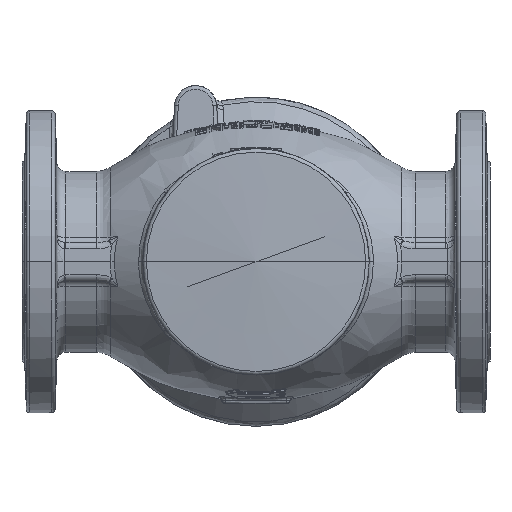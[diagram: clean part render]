
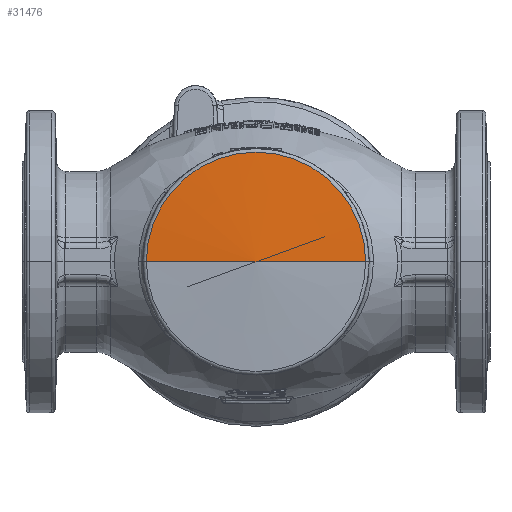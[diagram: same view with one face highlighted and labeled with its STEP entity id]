
A CAD part, front view. The second image highlights one B-rep face of the part: STEP entity #31476.
In plain terms, the highlighted conical face has half-angle 87 degrees and reference radius 37.042 mm.
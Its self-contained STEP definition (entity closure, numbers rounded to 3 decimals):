
#9018=DIRECTION('',(-0.999,-0.052,0.));
#9019=VECTOR('',#9018,72.731);
#9020=CARTESIAN_POINT('',(72.631,-98.706,0.));
#9021=LINE('',#9020,#9019);
#9022=DIRECTION('',(0.999,-0.052,0.));
#9023=VECTOR('',#9022,72.731);
#9024=CARTESIAN_POINT('',(-72.631,-98.706,0.));
#9025=LINE('',#9024,#9023);
#9026=CARTESIAN_POINT('',(0.,-98.706,0.));
#9027=DIRECTION('',(0.,-1.,0.));
#9028=DIRECTION('',(1.,0.,0.));
#9029=AXIS2_PLACEMENT_3D('',#9026,#9027,#9028);
#19767=CARTESIAN_POINT('',(72.631,-98.706,0.));
#19769=VERTEX_POINT('',#19767);
#19771=CARTESIAN_POINT('',(-72.631,-98.706,
0.));
#19773=VERTEX_POINT('',#19771);
#19782=CARTESIAN_POINT('',(0.,-102.512,0.));
#19783=VERTEX_POINT('',#19782);
#31466=CARTESIAN_POINT('',(0.,-100.571,0.));
#31467=DIRECTION('',(0.,1.,0.));
#31468=DIRECTION('',(-1.,0.,0.));
#31469=AXIS2_PLACEMENT_3D('',#31466,#31467,#31468);
#31470=CONICAL_SURFACE('',#31469,37.042,87.);
#31471=ORIENTED_EDGE('',*,*,#31458,.T.);
#31472=ORIENTED_EDGE('',*,*,#31461,.F.);
#31473=ORIENTED_EDGE('',*,*,#31432,.F.);
#31474=EDGE_LOOP('',(#31471,#31472,#31473));
#31475=FACE_OUTER_BOUND('',#31474,.F.);
#31476=ADVANCED_FACE('',(#31475),#31470,.T.);
#9030=CIRCLE('',#9029,72.631);
#31432=EDGE_CURVE('',#19769,#19773,#9030,.T.);
#31458=EDGE_CURVE('',#19769,#19783,#9021,.T.);
#31461=EDGE_CURVE('',#19773,#19783,#9025,.T.);
